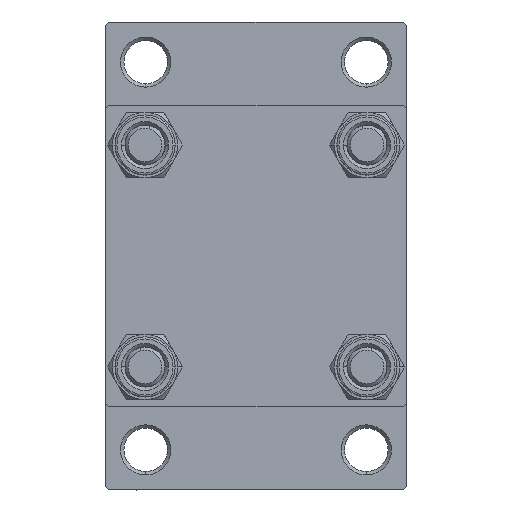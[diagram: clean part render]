
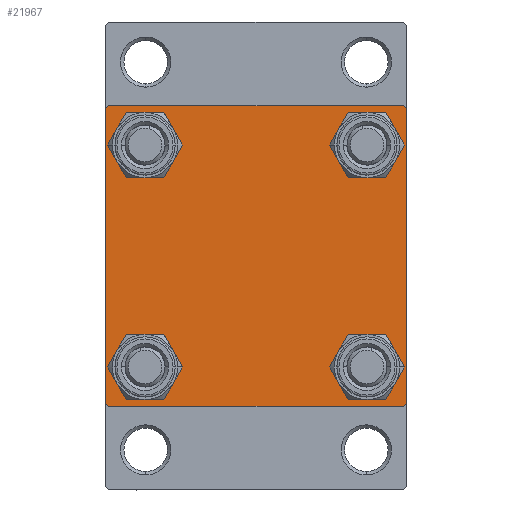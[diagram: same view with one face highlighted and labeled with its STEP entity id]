
A CAD part, left-side view. The second image highlights one B-rep face of the part: STEP entity #21967.
In plain terms, the highlighted planar face has unit normal (-1, 0, 0).
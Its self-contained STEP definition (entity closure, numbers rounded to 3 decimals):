
#64 = VERTEX_POINT ( 'NONE', #35528 ) ;
#1837 = DIRECTION ( 'NONE',  ( 1., 0., 0. ) ) ;
#2148 = AXIS2_PLACEMENT_3D ( 'NONE', #21002, #21490, #31979 ) ;
#2493 = ORIENTED_EDGE ( 'NONE', *, *, #36231, .T. ) ;
#2529 = CARTESIAN_POINT ( 'NONE',  ( 0., 22.25, 22.25 ) ) ;
#2855 = CARTESIAN_POINT ( 'NONE',  ( 0., 22.5, -22.5 ) ) ;
#2861 = DIRECTION ( 'NONE',  ( 0., 0., 1. ) ) ;
#2913 = VERTEX_POINT ( 'NONE', #44171 ) ;
#2923 = DIRECTION ( 'NONE',  ( 0., 0., -1. ) ) ;
#3389 = CARTESIAN_POINT ( 'NONE',  ( 0., 22., -22.5 ) ) ;
#3926 = DIRECTION ( 'NONE',  ( 1., 0., 0. ) ) ;
#4207 = DIRECTION ( 'NONE',  ( -1., 0., 0. ) ) ;
#4490 = CARTESIAN_POINT ( 'NONE',  ( 0., -16.6, 20.1 ) ) ;
#4565 = VERTEX_POINT ( 'NONE', #25947 ) ;
#5143 = CARTESIAN_POINT ( 'NONE',  ( 0., -16.6, 16.6 ) ) ;
#5258 = ORIENTED_EDGE ( 'NONE', *, *, #6415, .T. ) ;
#5489 = CARTESIAN_POINT ( 'NONE',  ( 0., -22., 22.5 ) ) ;
#5646 = ORIENTED_EDGE ( 'NONE', *, *, #35287, .T. ) ;
#6143 = CIRCLE ( 'NONE', #7679, 3.5 ) ;
#6415 = EDGE_CURVE ( 'NONE', #7387, #17543, #6930, .T. ) ;
#6419 = EDGE_CURVE ( 'NONE', #4565, #18801, #32617, .T. ) ;
#6653 = VECTOR ( 'NONE', #31609, 1000. ) ;
#6836 = AXIS2_PLACEMENT_3D ( 'NONE', #28909, #21753, #10061 ) ;
#6930 = LINE ( 'NONE', #28167, #15104 ) ;
#6939 = DIRECTION ( 'NONE',  ( 0., -1., 0. ) ) ;
#7292 = DIRECTION ( 'NONE',  ( 0., 0., 1. ) ) ;
#7330 = CARTESIAN_POINT ( 'NONE',  ( 0., 16.6, 13.1 ) ) ;
#7387 = VERTEX_POINT ( 'NONE', #40653 ) ;
#7648 = LINE ( 'NONE', #44156, #31137 ) ;
#7679 = AXIS2_PLACEMENT_3D ( 'NONE', #5143, #12068, #37589 ) ;
#7778 = FACE_BOUND ( 'NONE', #29424, .T. ) ;
#8067 = AXIS2_PLACEMENT_3D ( 'NONE', #39968, #4207, #7292 ) ;
#8372 = AXIS2_PLACEMENT_3D ( 'NONE', #8662, #23007, #30377 ) ;
#8662 = CARTESIAN_POINT ( 'NONE',  ( 0., 16.6, 16.6 ) ) ;
#8685 = CARTESIAN_POINT ( 'NONE',  ( 0., -16.6, -16.6 ) ) ;
#8730 = CARTESIAN_POINT ( 'NONE',  ( 0., 16.6, 20.1 ) ) ;
#8733 = ORIENTED_EDGE ( 'NONE', *, *, #41777, .F. ) ;
#8988 = VERTEX_POINT ( 'NONE', #27129 ) ;
#9518 = CARTESIAN_POINT ( 'NONE',  ( 0., -22.5, 22.5 ) ) ;
#9558 = CARTESIAN_POINT ( 'NONE',  ( 0., -22.25, -22.25 ) ) ;
#9699 = ORIENTED_EDGE ( 'NONE', *, *, #46122, .T. ) ;
#10061 = DIRECTION ( 'NONE',  ( 0., 0., 1. ) ) ;
#10123 = VERTEX_POINT ( 'NONE', #36772 ) ;
#10261 = DIRECTION ( 'NONE',  ( 0., 0.707, 0.707 ) ) ;
#10828 = VERTEX_POINT ( 'NONE', #8730 ) ;
#10883 = FACE_BOUND ( 'NONE', #46672, .T. ) ;
#11312 = DIRECTION ( 'NONE',  ( 0., 0., 1. ) ) ;
#11598 = EDGE_LOOP ( 'NONE', ( #2493, #34658, #29875, #16424, #8733, #5258, #17646, #16328 ) ) ;
#12048 = EDGE_CURVE ( 'NONE', #64, #14012, #45743, .T. ) ;
#12068 = DIRECTION ( 'NONE',  ( 1., 0., 0. ) ) ;
#12459 = LINE ( 'NONE', #9558, #34885 ) ;
#14012 = VERTEX_POINT ( 'NONE', #33285 ) ;
#15104 = VECTOR ( 'NONE', #10261, 1000. ) ;
#15326 = VECTOR ( 'NONE', #20053, 1000. ) ;
#15539 = AXIS2_PLACEMENT_3D ( 'NONE', #15691, #1837, #15937 ) ;
#15691 = CARTESIAN_POINT ( 'NONE',  ( 0., -16.6, -16.6 ) ) ;
#15937 = DIRECTION ( 'NONE',  ( 0., 0., 1. ) ) ;
#16103 = ORIENTED_EDGE ( 'NONE', *, *, #44108, .T. ) ;
#16160 = EDGE_CURVE ( 'NONE', #14012, #64, #36081, .T. ) ;
#16328 = ORIENTED_EDGE ( 'NONE', *, *, #29658, .T. ) ;
#16424 = ORIENTED_EDGE ( 'NONE', *, *, #30986, .T. ) ;
#17381 = CIRCLE ( 'NONE', #27291, 3.5 ) ;
#17543 = VERTEX_POINT ( 'NONE', #5489 ) ;
#17646 = ORIENTED_EDGE ( 'NONE', *, *, #32881, .F. ) ;
#18042 = ORIENTED_EDGE ( 'NONE', *, *, #40270, .T. ) ;
#18801 = VERTEX_POINT ( 'NONE', #27725 ) ;
#19134 = ORIENTED_EDGE ( 'NONE', *, *, #6419, .T. ) ;
#19594 = AXIS2_PLACEMENT_3D ( 'NONE', #33007, #3926, #11312 ) ;
#19757 = VERTEX_POINT ( 'NONE', #29627 ) ;
#20053 = DIRECTION ( 'NONE',  ( 0., 0., -1. ) ) ;
#21002 = CARTESIAN_POINT ( 'NONE',  ( 0., 16.6, -16.6 ) ) ;
#21115 = CIRCLE ( 'NONE', #19594, 3.5 ) ;
#21490 = DIRECTION ( 'NONE',  ( 1., 0., 0. ) ) ;
#21753 = DIRECTION ( 'NONE',  ( 1., 0., 0. ) ) ;
#21967 = ADVANCED_FACE ( 'NONE', ( #33056, #10883, #7778, #25437, #40460 ), #43799, .T. ) ;
#23007 = DIRECTION ( 'NONE',  ( 1., 0., 0. ) ) ;
#23480 = EDGE_LOOP ( 'NONE', ( #5646, #16103 ) ) ;
#24173 = VERTEX_POINT ( 'NONE', #4490 ) ;
#24601 = EDGE_CURVE ( 'NONE', #36805, #26177, #41614, .T. ) ;
#24633 = LINE ( 'NONE', #43700, #36487 ) ;
#24815 = VECTOR ( 'NONE', #38046, 1000. ) ;
#25048 = LINE ( 'NONE', #2855, #40171 ) ;
#25437 = FACE_BOUND ( 'NONE', #23480, .T. ) ;
#25947 = CARTESIAN_POINT ( 'NONE',  ( 0., 16.6, -13.1 ) ) ;
#26177 = VERTEX_POINT ( 'NONE', #3389 ) ;
#26361 = DIRECTION ( 'NONE',  ( 0., 0., 1. ) ) ;
#26453 = ORIENTED_EDGE ( 'NONE', *, *, #12048, .T. ) ;
#27129 = CARTESIAN_POINT ( 'NONE',  ( 0., 22.5, 22. ) ) ;
#27291 = AXIS2_PLACEMENT_3D ( 'NONE', #28381, #35527, #2861 ) ;
#27445 = CIRCLE ( 'NONE', #8372, 3.5 ) ;
#27725 = CARTESIAN_POINT ( 'NONE',  ( 0., 16.6, -20.1 ) ) ;
#28167 = CARTESIAN_POINT ( 'NONE',  ( 0., -22.25, 22.25 ) ) ;
#28381 = CARTESIAN_POINT ( 'NONE',  ( 0., 16.6, -16.6 ) ) ;
#28909 = CARTESIAN_POINT ( 'NONE',  ( 0., -16.6, 16.6 ) ) ;
#28991 = CARTESIAN_POINT ( 'NONE',  ( 0., -22.5, -22. ) ) ;
#29359 = VERTEX_POINT ( 'NONE', #7330 ) ;
#29424 = EDGE_LOOP ( 'NONE', ( #19134, #9699 ) ) ;
#29627 = CARTESIAN_POINT ( 'NONE',  ( 0., -16.6, 13.1 ) ) ;
#29658 = EDGE_CURVE ( 'NONE', #2913, #8988, #35201, .T. ) ;
#29684 = VERTEX_POINT ( 'NONE', #28991 ) ;
#29875 = ORIENTED_EDGE ( 'NONE', *, *, #44875, .T. ) ;
#30377 = DIRECTION ( 'NONE',  ( 0., 0., 1. ) ) ;
#30986 = EDGE_CURVE ( 'NONE', #10123, #29684, #12459, .T. ) ;
#31137 = VECTOR ( 'NONE', #6939, 1000. ) ;
#31340 = CARTESIAN_POINT ( 'NONE',  ( 0., 22.25, -22.25 ) ) ;
#31609 = DIRECTION ( 'NONE',  ( 0., 0.707, -0.707 ) ) ;
#31979 = DIRECTION ( 'NONE',  ( 0., 0., 1. ) ) ;
#32617 = CIRCLE ( 'NONE', #2148, 3.5 ) ;
#32881 = EDGE_CURVE ( 'NONE', #2913, #17543, #7648, .T. ) ;
#33007 = CARTESIAN_POINT ( 'NONE',  ( 0., 16.6, 16.6 ) ) ;
#33056 = FACE_BOUND ( 'NONE', #42603, .T. ) ;
#33285 = CARTESIAN_POINT ( 'NONE',  ( 0., -16.6, -13.1 ) ) ;
#34658 = ORIENTED_EDGE ( 'NONE', *, *, #24601, .T. ) ;
#34885 = VECTOR ( 'NONE', #46305, 1000. ) ;
#35201 = LINE ( 'NONE', #2529, #6653 ) ;
#35287 = EDGE_CURVE ( 'NONE', #10828, #29359, #27445, .T. ) ;
#35404 = EDGE_CURVE ( 'NONE', #24173, #19757, #41130, .T. ) ;
#35527 = DIRECTION ( 'NONE',  ( 1., 0., 0. ) ) ;
#35528 = CARTESIAN_POINT ( 'NONE',  ( 0., -16.6, -20.1 ) ) ;
#36081 = CIRCLE ( 'NONE', #15539, 3.5 ) ;
#36231 = EDGE_CURVE ( 'NONE', #8988, #36805, #24633, .T. ) ;
#36487 = VECTOR ( 'NONE', #2923, 1000. ) ;
#36772 = CARTESIAN_POINT ( 'NONE',  ( 0., -22., -22.5 ) ) ;
#36805 = VERTEX_POINT ( 'NONE', #40298 ) ;
#37376 = AXIS2_PLACEMENT_3D ( 'NONE', #8685, #37799, #26361 ) ;
#37589 = DIRECTION ( 'NONE',  ( 0., 0., 1. ) ) ;
#37799 = DIRECTION ( 'NONE',  ( 1., 0., 0. ) ) ;
#38046 = DIRECTION ( 'NONE',  ( 0., -0.707, -0.707 ) ) ;
#39854 = ORIENTED_EDGE ( 'NONE', *, *, #16160, .T. ) ;
#39968 = CARTESIAN_POINT ( 'NONE',  ( 0., 0., 0. ) ) ;
#40171 = VECTOR ( 'NONE', #46518, 1000. ) ;
#40270 = EDGE_CURVE ( 'NONE', #19757, #24173, #6143, .T. ) ;
#40298 = CARTESIAN_POINT ( 'NONE',  ( 0., 22.5, -22. ) ) ;
#40460 = FACE_OUTER_BOUND ( 'NONE', #11598, .T. ) ;
#40653 = CARTESIAN_POINT ( 'NONE',  ( 0., -22.5, 22. ) ) ;
#41130 = CIRCLE ( 'NONE', #6836, 3.5 ) ;
#41614 = LINE ( 'NONE', #31340, #24815 ) ;
#41777 = EDGE_CURVE ( 'NONE', #7387, #29684, #46512, .T. ) ;
#42603 = EDGE_LOOP ( 'NONE', ( #46671, #18042 ) ) ;
#43700 = CARTESIAN_POINT ( 'NONE',  ( 0., 22.5, 22.5 ) ) ;
#43799 = PLANE ( 'NONE',  #8067 ) ;
#44108 = EDGE_CURVE ( 'NONE', #29359, #10828, #21115, .T. ) ;
#44156 = CARTESIAN_POINT ( 'NONE',  ( 0., 22.5, 22.5 ) ) ;
#44171 = CARTESIAN_POINT ( 'NONE',  ( 0., 22., 22.5 ) ) ;
#44875 = EDGE_CURVE ( 'NONE', #26177, #10123, #25048, .T. ) ;
#45743 = CIRCLE ( 'NONE', #37376, 3.5 ) ;
#46122 = EDGE_CURVE ( 'NONE', #18801, #4565, #17381, .T. ) ;
#46305 = DIRECTION ( 'NONE',  ( 0., -0.707, 0.707 ) ) ;
#46512 = LINE ( 'NONE', #9518, #15326 ) ;
#46518 = DIRECTION ( 'NONE',  ( 0., -1., 0. ) ) ;
#46671 = ORIENTED_EDGE ( 'NONE', *, *, #35404, .T. ) ;
#46672 = EDGE_LOOP ( 'NONE', ( #39854, #26453 ) ) ;
